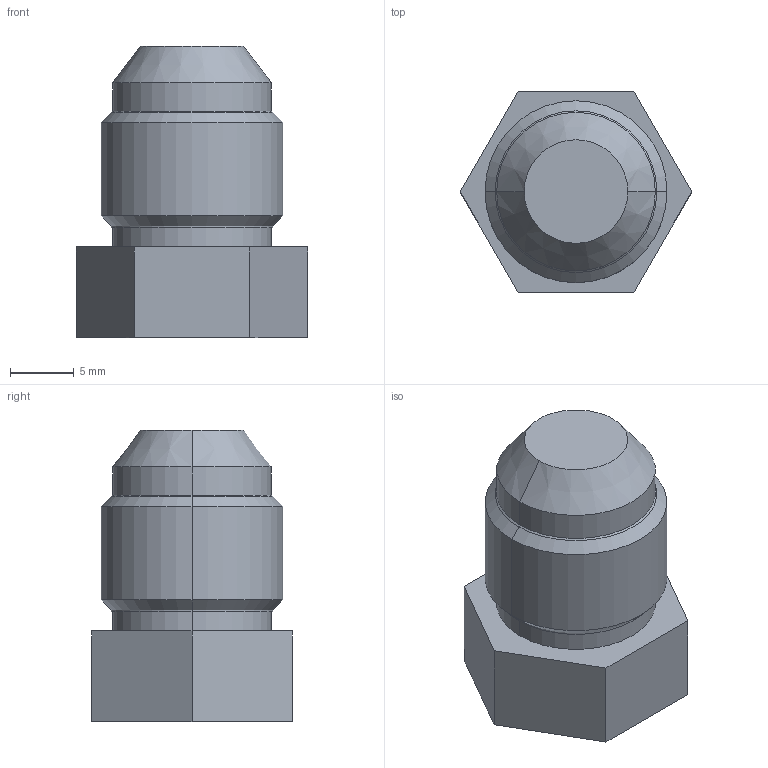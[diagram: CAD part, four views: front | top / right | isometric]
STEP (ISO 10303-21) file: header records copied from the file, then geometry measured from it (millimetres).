
FILE_DESCRIPTION((''),'2;1');
FILE_NAME('ILC30605566','2022-06-23T15:43:56',('rkuestersteffen'),(''),'CREO PARAMETRIC BY PTC INC, 2021164','CREO PARAMETRIC BY PTC INC, 2021164','');
FILE_SCHEMA(('AUTOMOTIVE_DESIGN { 1 0 10303 214 1 1 1 1 }'));
Length unit declared in the file: inch
Products named in the file (1): ILC30605566
Bounding box: 18.18 x 15.75 x 22.86 mm (x, y, z)
Volume: 3655.6 mm3; surface area: 1807.1 mm2
Topology: 1 solids, 2 shells, 23 faces, 50 edges, 30 vertices
Faces by surface type: plane 9, cylinder 8, cone 6
Entity records: 956 total; most frequent: DIRECTION 140, CARTESIAN_POINT 121, ORIENTED_EDGE 96, PRESENTATION_STYLE_ASSIGNMENT 54, STYLED_ITEM 54, CURVE_STYLE 52, AXIS2_PLACEMENT_3D 52, EDGE_CURVE 50
